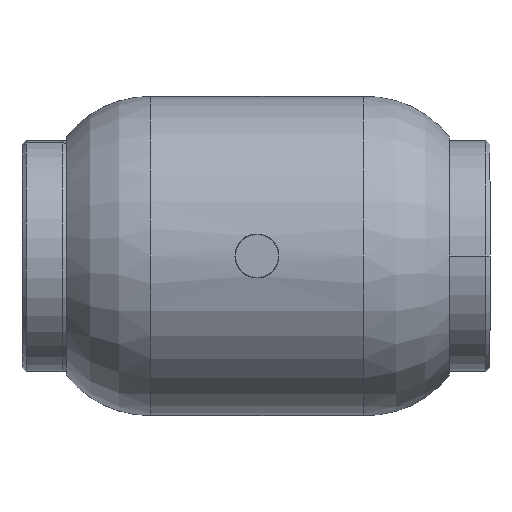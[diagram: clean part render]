
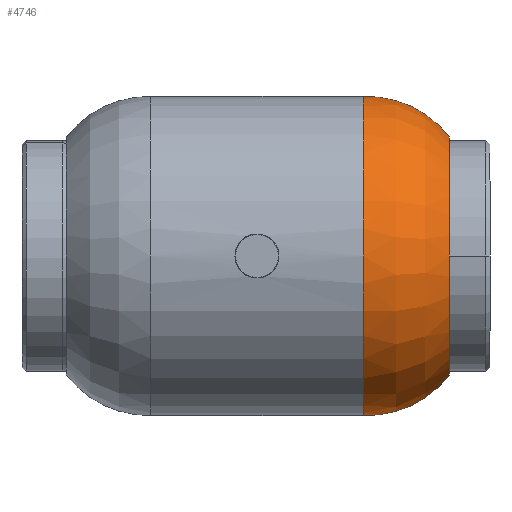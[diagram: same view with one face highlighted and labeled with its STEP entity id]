
A CAD part, front view. The second image highlights one B-rep face of the part: STEP entity #4746.
In plain terms, the highlighted toroidal (fillet/blend) face has major radius 77.068 mm and minor radius 148 mm.
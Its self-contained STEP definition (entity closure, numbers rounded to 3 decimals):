
#153 = AXIS2_PLACEMENT_3D ( 'NONE', #1669, #5295, #3716 ) ;
#333 = DIRECTION ( 'NONE',  ( -1., 0., 0. ) ) ;
#461 = AXIS2_PLACEMENT_3D ( 'NONE', #4538, #1996, #4017 ) ;
#1102 = TOROIDAL_SURFACE ( 'NONE', #5643, 77.068, 148. ) ;
#1441 = EDGE_CURVE ( 'NONE', #1779, #5854, #5865, .T. ) ;
#1669 = CARTESIAN_POINT ( 'NONE',  ( 271.249, 0., 0. ) ) ;
#1765 = ORIENTED_EDGE ( 'NONE', *, *, #4460, .T. ) ;
#1779 = VERTEX_POINT ( 'NONE', #5804 ) ;
#1889 = DIRECTION ( 'NONE',  ( 0., 0., 1. ) ) ;
#1964 = CARTESIAN_POINT ( 'NONE',  ( 154.479, 0., 0. ) ) ;
#1996 = DIRECTION ( 'NONE',  ( -1., 0., 0. ) ) ;
#2206 = EDGE_LOOP ( 'NONE', ( #6557, #5781, #1765, #6080 ) ) ;
#2418 = VERTEX_POINT ( 'NONE', #5409 ) ;
#2893 = CARTESIAN_POINT ( 'NONE',  ( 271.249, 0., 168. ) ) ;
#3044 = DIRECTION ( 'NONE',  ( 0., 1., 0. ) ) ;
#3047 = EDGE_CURVE ( 'NONE', #2418, #3603, #3841, .T. ) ;
#3157 = CARTESIAN_POINT ( 'NONE',  ( 154.479, 0., 77.068 ) ) ;
#3490 = CIRCLE ( 'NONE', #4432, 148. ) ;
#3573 = CARTESIAN_POINT ( 'NONE',  ( 154.479, 0., -77.068 ) ) ;
#3603 = VERTEX_POINT ( 'NONE', #4807 ) ;
#3649 = DIRECTION ( 'NONE',  ( 0., -1., 0. ) ) ;
#3716 = DIRECTION ( 'NONE',  ( 0., 0., 1. ) ) ;
#3841 = CIRCLE ( 'NONE', #461, 225. ) ;
#4017 = DIRECTION ( 'NONE',  ( 0., 0., 1. ) ) ;
#4432 = AXIS2_PLACEMENT_3D ( 'NONE', #3573, #3044, #6155 ) ;
#4460 = EDGE_CURVE ( 'NONE', #5854, #3603, #6397, .T. ) ;
#4538 = CARTESIAN_POINT ( 'NONE',  ( 150., 0., 0. ) ) ;
#4571 = DIRECTION ( 'NONE',  ( 0., 0., -1. ) ) ;
#4695 = AXIS2_PLACEMENT_3D ( 'NONE', #3157, #3649, #4571 ) ;
#4746 = ADVANCED_FACE ( 'NONE', ( #5996 ), #1102, .T. ) ;
#4807 = CARTESIAN_POINT ( 'NONE',  ( 150., 0., 225. ) ) ;
#4871 = EDGE_CURVE ( 'NONE', #1779, #2418, #3490, .T. ) ;
#5295 = DIRECTION ( 'NONE',  ( -1., 0., 0. ) ) ;
#5409 = CARTESIAN_POINT ( 'NONE',  ( 150., 0., -225. ) ) ;
#5643 = AXIS2_PLACEMENT_3D ( 'NONE', #1964, #333, #1889 ) ;
#5781 = ORIENTED_EDGE ( 'NONE', *, *, #1441, .T. ) ;
#5804 = CARTESIAN_POINT ( 'NONE',  ( 271.249, 0., -168. ) ) ;
#5854 = VERTEX_POINT ( 'NONE', #2893 ) ;
#5865 = CIRCLE ( 'NONE', #153, 168. ) ;
#5996 = FACE_OUTER_BOUND ( 'NONE', #2206, .T. ) ;
#6080 = ORIENTED_EDGE ( 'NONE', *, *, #3047, .F. ) ;
#6155 = DIRECTION ( 'NONE',  ( 0., 0., 1. ) ) ;
#6397 = CIRCLE ( 'NONE', #4695, 148. ) ;
#6557 = ORIENTED_EDGE ( 'NONE', *, *, #4871, .F. ) ;
